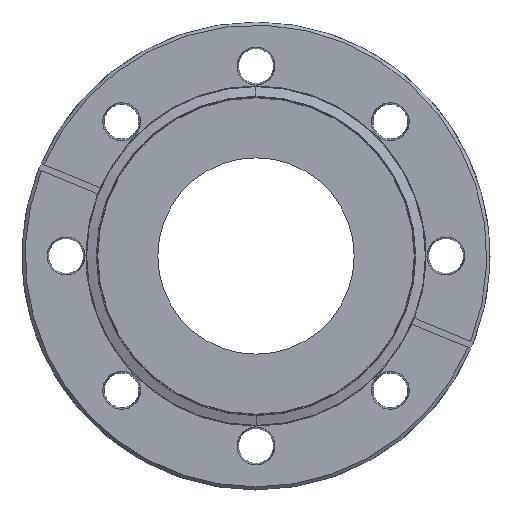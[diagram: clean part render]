
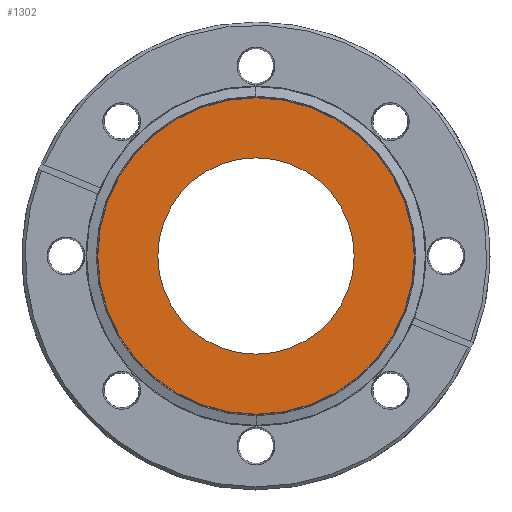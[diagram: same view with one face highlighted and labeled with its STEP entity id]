
A CAD part, left-side view. The second image highlights one B-rep face of the part: STEP entity #1302.
In plain terms, the highlighted planar face has unit normal (-1, 0, 0).
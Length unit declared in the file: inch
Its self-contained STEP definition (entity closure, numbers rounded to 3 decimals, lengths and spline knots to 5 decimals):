
#20 = VERTEX_POINT ( 'NONE', #249 ) ;
#148 = CARTESIAN_POINT ( 'NONE',  ( 0.051, 0., 0.9375 ) ) ;
#205 = DIRECTION ( 'NONE',  ( 0., 0., 1. ) ) ;
#228 = EDGE_CURVE ( 'NONE', #955, #2431, #568, .T. ) ;
#249 = CARTESIAN_POINT ( 'NONE',  ( 0.051, 0., -0.9375 ) ) ;
#262 = FACE_OUTER_BOUND ( 'NONE', #1670, .T. ) ;
#367 = AXIS2_PLACEMENT_3D ( 'NONE', #1772, #375, #205 ) ;
#375 = DIRECTION ( 'NONE',  ( -1., 0., 0. ) ) ;
#389 = DIRECTION ( 'NONE',  ( -1., 0., 0. ) ) ;
#467 = EDGE_CURVE ( 'NONE', #20, #894, #1116, .T. ) ;
#475 = AXIS2_PLACEMENT_3D ( 'NONE', #709, #1075, #507 ) ;
#507 = DIRECTION ( 'NONE',  ( 0., 0., -1. ) ) ;
#568 = CIRCLE ( 'NONE', #818, 1.5114 ) ;
#610 = EDGE_CURVE ( 'NONE', #894, #20, #1742, .T. ) ;
#656 = AXIS2_PLACEMENT_3D ( 'NONE', #2403, #1552, #1345 ) ;
#664 = ORIENTED_EDGE ( 'NONE', *, *, #1927, .T. ) ;
#672 = ORIENTED_EDGE ( 'NONE', *, *, #610, .F. ) ;
#709 = CARTESIAN_POINT ( 'NONE',  ( 0.051, 1.51559, 0. ) ) ;
#753 = ORIENTED_EDGE ( 'NONE', *, *, #228, .T. ) ;
#818 = AXIS2_PLACEMENT_3D ( 'NONE', #1673, #1084, #2454 ) ;
#876 = PLANE ( 'NONE',  #475 ) ;
#894 = VERTEX_POINT ( 'NONE', #148 ) ;
#955 = VERTEX_POINT ( 'NONE', #1947 ) ;
#1075 = DIRECTION ( 'NONE',  ( 1., 0., 0. ) ) ;
#1084 = DIRECTION ( 'NONE',  ( -1., 0., 0. ) ) ;
#1116 = CIRCLE ( 'NONE', #656, 0.9375 ) ;
#1273 = CIRCLE ( 'NONE', #1442, 1.5114 ) ;
#1302 = ADVANCED_FACE ( 'NONE', ( #262, #2247 ), #876, .F. ) ;
#1345 = DIRECTION ( 'NONE',  ( 0., 0., 1. ) ) ;
#1442 = AXIS2_PLACEMENT_3D ( 'NONE', #2201, #389, #2190 ) ;
#1552 = DIRECTION ( 'NONE',  ( -1., 0., 0. ) ) ;
#1670 = EDGE_LOOP ( 'NONE', ( #664, #753 ) ) ;
#1673 = CARTESIAN_POINT ( 'NONE',  ( 0.051, 0., 0. ) ) ;
#1742 = CIRCLE ( 'NONE', #367, 0.9375 ) ;
#1772 = CARTESIAN_POINT ( 'NONE',  ( 0.051, 0., 0. ) ) ;
#1927 = EDGE_CURVE ( 'NONE', #2431, #955, #1273, .T. ) ;
#1947 = CARTESIAN_POINT ( 'NONE',  ( 0.051, 0., 1.5114 ) ) ;
#1995 = EDGE_LOOP ( 'NONE', ( #672, #2382 ) ) ;
#2190 = DIRECTION ( 'NONE',  ( 0., 0., -1. ) ) ;
#2198 = CARTESIAN_POINT ( 'NONE',  ( 0.051, 0., -1.5114 ) ) ;
#2201 = CARTESIAN_POINT ( 'NONE',  ( 0.051, 0., 0. ) ) ;
#2247 = FACE_BOUND ( 'NONE', #1995, .T. ) ;
#2382 = ORIENTED_EDGE ( 'NONE', *, *, #467, .F. ) ;
#2403 = CARTESIAN_POINT ( 'NONE',  ( 0.051, 0., 0. ) ) ;
#2431 = VERTEX_POINT ( 'NONE', #2198 ) ;
#2454 = DIRECTION ( 'NONE',  ( 0., 0., -1. ) ) ;
